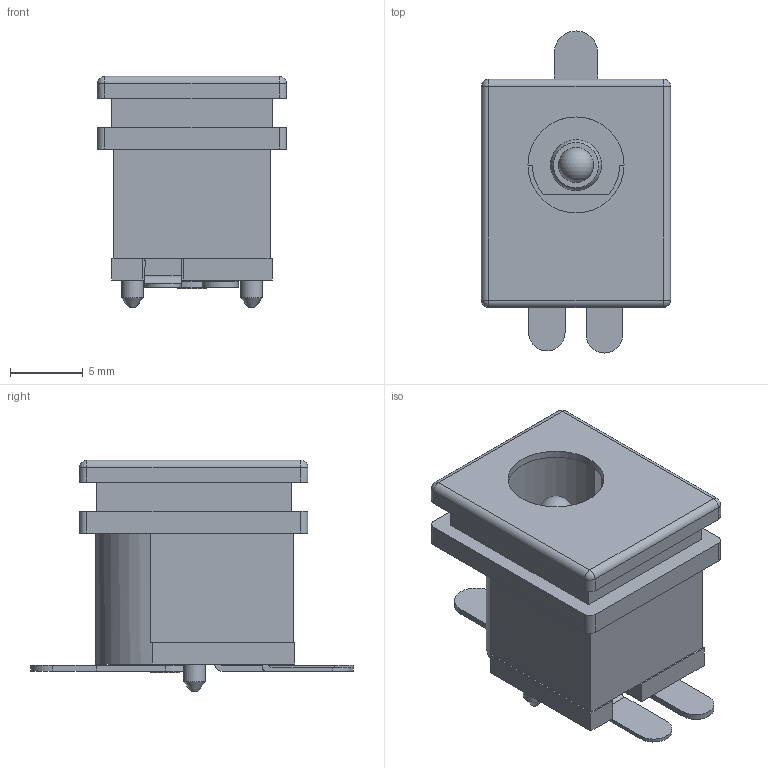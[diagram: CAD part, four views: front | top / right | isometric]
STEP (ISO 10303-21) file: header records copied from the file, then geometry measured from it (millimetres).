
FILE_DESCRIPTION(/* description */ (''),/* implementation_level */ '2;1');
FILE_NAME(/* name */ 'CUI PJ-015BH-SMT-TR.step',/* time_stamp */ '2022-03-18T13:57:00+00:00',/* author */ (''),/* organization */ (''),/* preprocessor_version */ 'ST-DEVELOPER v18.1',/* originating_system */ 'Autodesk Translation Framework v10.13.0.1454',/* authorisation */ '');
FILE_SCHEMA (('AUTOMOTIVE_DESIGN { 1 0 10303 214 3 1 1 }'));
Length unit declared in the file: millimetre
Products named in the file (1): CUI PJ-015BH-SMT-TR
Bounding box: 13 x 22.13 x 15.9 mm (x, y, z)
Volume: 988.8 mm3; surface area: 2208.1 mm2
Topology: 1 solids, 1 shells, 182 faces, 489 edges, 315 vertices
Faces by surface type: plane 128, cylinder 46, sphere 5, cone 2, torus 1
Full cylindrical faces by diameter (mm): 0.8 x2, 1 x1, 1.5 x2, 2 x1, 2.1 x2, 2.4 x1, 6.6 x1
Entity records: 5746 total; most frequent: CARTESIAN_POINT 992, ORIENTED_EDGE 970, DIRECTION 958, EDGE_CURVE 485, LINE 376, VECTOR 376, VERTEX_POINT 315, AXIS2_PLACEMENT_3D 291
